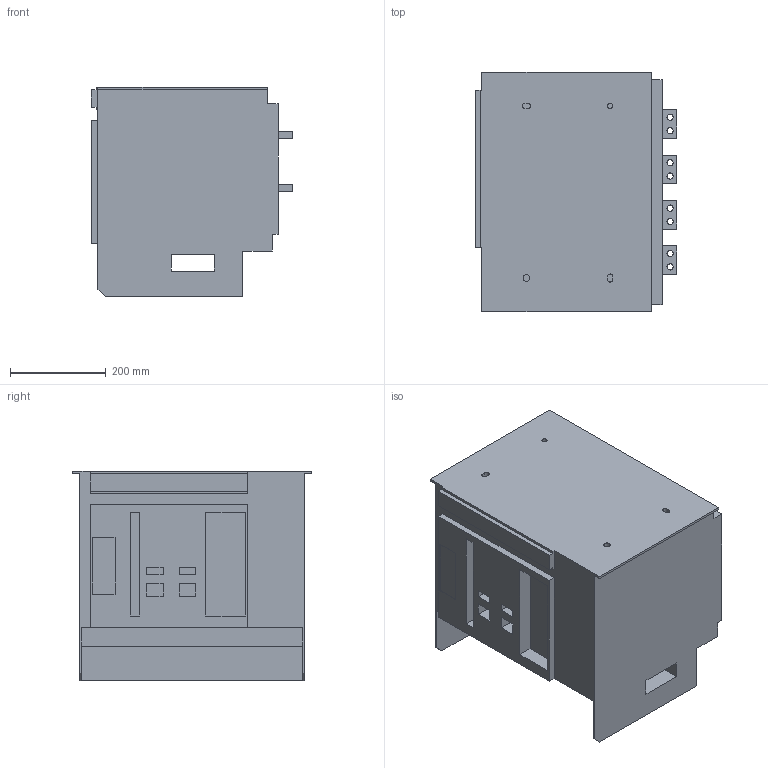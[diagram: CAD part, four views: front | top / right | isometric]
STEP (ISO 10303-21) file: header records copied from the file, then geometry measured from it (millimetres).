
FILE_DESCRIPTION((''),'2;1');
FILE_NAME('2000-4-CHOU-800A-1600A02','2019-04-26T',('hyha'),(''),'CREO PARAMETRIC BY PTC INC, 2015480','CREO PARAMETRIC BY PTC INC, 2015480','');
FILE_SCHEMA(('AUTOMOTIVE_DESIGN { 1 0 10303 214 1 1 1 1 }'));
Length unit declared in the file: millimetre
Products named in the file (1): 2000-4-CHOU-800A-1600A02
Bounding box: 421.5 x 500 x 439 mm (x, y, z)
Volume: 68167656.2 mm3; surface area: 1353922.8 mm2
Topology: 1 solids, 1 shells, 163 faces, 429 edges, 287 vertices
Faces by surface type: plane 123, cylinder 40
Entity records: 5134 total; most frequent: CARTESIAN_POINT 881, ORIENTED_EDGE 858, DIRECTION 838, EDGE_CURVE 429, VECTOR 346, LINE 346, VERTEX_POINT 287, AXIS2_PLACEMENT_3D 246
